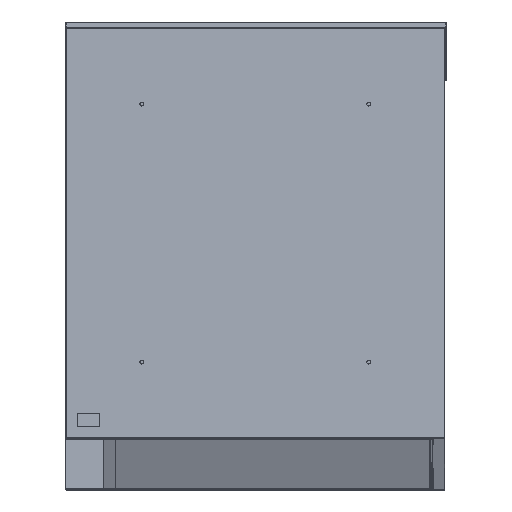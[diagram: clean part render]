
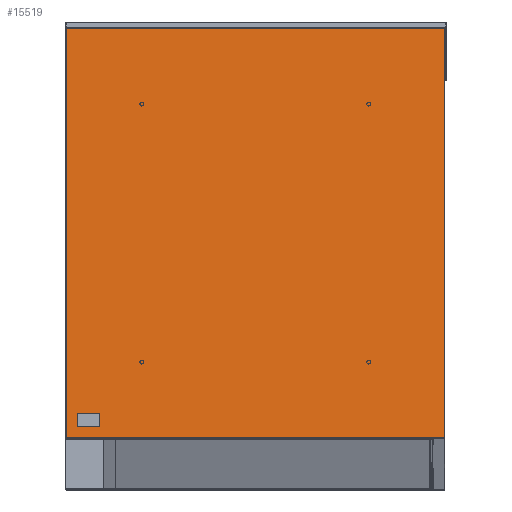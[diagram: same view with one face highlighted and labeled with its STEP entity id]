
A CAD part, left-side view. The second image highlights one B-rep face of the part: STEP entity #15519.
In plain terms, the highlighted planar face has unit normal (-0.996, 0, 0.086).
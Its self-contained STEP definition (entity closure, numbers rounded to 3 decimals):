
#15257=CARTESIAN_POINT('',(1967.768,3185.176,-2221.734));
#15258=VERTEX_POINT('',#15257);
#15259=CARTESIAN_POINT('',(2014.059,3185.176,-1685.993));
#15260=VERTEX_POINT('',#15259);
#15261=CARTESIAN_POINT('',(1967.768,3185.176,-2221.734));
#15262=DIRECTION('',(0.086,0.0,0.996));
#15263=VECTOR('',#15262,537.737);
#15264=LINE('',#15261,#15263);
#15265=EDGE_CURVE('',#15258,#15260,#15264,.T.);
#15288=CARTESIAN_POINT('',(2014.088,3184.845,-1685.663));
#15289=VERTEX_POINT('',#15288);
#15290=CARTESIAN_POINT('',(2014.059,3185.176,-1685.993));
#15291=DIRECTION('',(0.061,-0.707,0.704));
#15292=VECTOR('',#15291,0.469);
#15293=LINE('',#15290,#15292);
#15294=EDGE_CURVE('',#15260,#15289,#15293,.T.);
#15312=CARTESIAN_POINT('',(2014.088,2689.107,-1685.663));
#15313=VERTEX_POINT('',#15312);
#15314=CARTESIAN_POINT('',(2014.088,3184.845,-1685.663));
#15315=DIRECTION('',(0.0,-1.0,0.0));
#15316=VECTOR('',#15315,495.737);
#15317=LINE('',#15314,#15316);
#15318=EDGE_CURVE('',#15289,#15313,#15317,.T.);
#15345=CARTESIAN_POINT('',(2014.059,2688.776,-1685.993));
#15346=VERTEX_POINT('',#15345);
#15347=CARTESIAN_POINT('',(2014.088,2689.107,-1685.663));
#15348=DIRECTION('',(-0.061,-0.707,-0.704));
#15349=VECTOR('',#15348,0.469);
#15350=LINE('',#15347,#15349);
#15351=EDGE_CURVE('',#15313,#15346,#15350,.T.);
#15376=CARTESIAN_POINT('',(1967.768,2688.776,-2221.734));
#15377=VERTEX_POINT('',#15376);
#15378=CARTESIAN_POINT('',(2014.059,2688.776,-1685.993));
#15379=DIRECTION('',(-0.086,0.0,-0.996));
#15380=VECTOR('',#15379,537.737);
#15381=LINE('',#15378,#15380);
#15382=EDGE_CURVE('',#15346,#15377,#15381,.T.);
#15407=CARTESIAN_POINT('',(1967.74,2689.107,-2222.064));
#15408=VERTEX_POINT('',#15407);
#15409=CARTESIAN_POINT('',(1967.768,2688.776,-2221.734));
#15410=DIRECTION('',(-0.061,0.707,-0.704));
#15411=VECTOR('',#15410,0.469);
#15412=LINE('',#15409,#15411);
#15413=EDGE_CURVE('',#15377,#15408,#15412,.T.);
#15436=CARTESIAN_POINT('',(1967.74,3184.845,-2222.064));
#15437=VERTEX_POINT('',#15436);
#15438=CARTESIAN_POINT('',(1967.74,2689.107,-2222.064));
#15439=DIRECTION('',(0.0,1.0,0.0));
#15440=VECTOR('',#15439,495.737);
#15441=LINE('',#15438,#15440);
#15442=EDGE_CURVE('',#15408,#15437,#15441,.T.);
#15460=CARTESIAN_POINT('',(1967.74,3184.845,-2222.064));
#15461=DIRECTION('',(0.061,0.707,0.704));
#15462=VECTOR('',#15461,0.469);
#15463=LINE('',#15460,#15462);
#15464=EDGE_CURVE('',#15437,#15258,#15463,.T.);
#15504=CARTESIAN_POINT('',(1967.74,2936.976,-2222.065));
#15505=DIRECTION('',(-0.996,0.0,0.086));
#15506=DIRECTION('',(0.086,0.0,0.996));
#15507=AXIS2_PLACEMENT_3D('',#15504,#15505,#15506);
#15508=PLANE('',#15507);
#15509=ORIENTED_EDGE('',*,*,#15265,.F.);
#15510=ORIENTED_EDGE('',*,*,#15464,.F.);
#15511=ORIENTED_EDGE('',*,*,#15442,.F.);
#15512=ORIENTED_EDGE('',*,*,#15413,.F.);
#15513=ORIENTED_EDGE('',*,*,#15382,.F.);
#15514=ORIENTED_EDGE('',*,*,#15351,.F.);
#15515=ORIENTED_EDGE('',*,*,#15318,.F.);
#15516=ORIENTED_EDGE('',*,*,#15294,.F.);
#15517=EDGE_LOOP('',(#15509,#15510,#15511,#15512,#15513,#15514,#15515,#15516));
#15518=FACE_OUTER_BOUND('',#15517,.T.);
#15519=ADVANCED_FACE('',(#15518),#15508,.T.);
